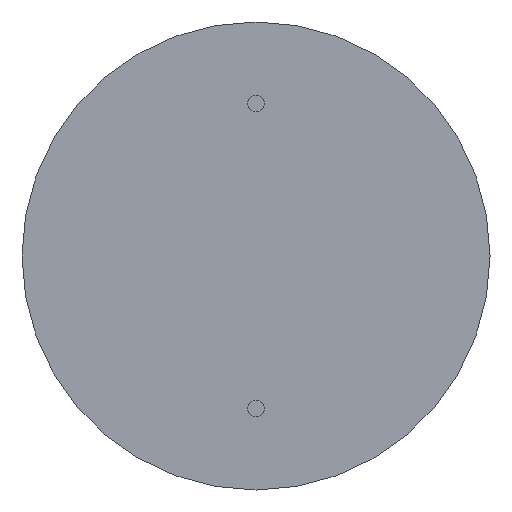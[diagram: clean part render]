
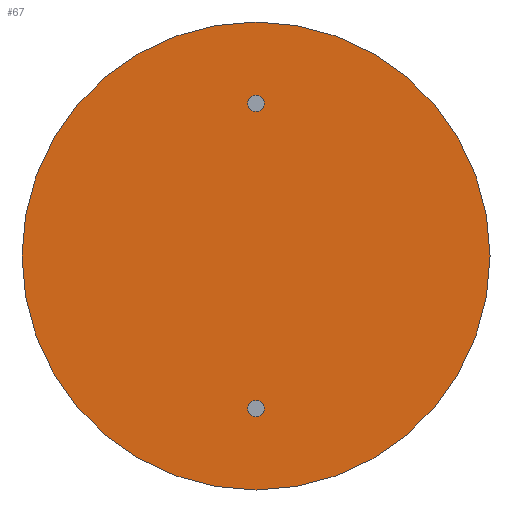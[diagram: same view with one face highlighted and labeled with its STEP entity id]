
A CAD part, front view. The second image highlights one B-rep face of the part: STEP entity #67.
In plain terms, the highlighted planar face has unit normal (0, -1, 0).
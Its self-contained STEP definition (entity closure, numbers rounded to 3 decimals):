
#35 = EDGE_CURVE ( 'NONE', #212, #36, #683, .T. ) ;
#36 = VERTEX_POINT ( 'NONE', #678 ) ;
#67 = ADVANCED_FACE ( 'NONE', ( #570, #569, #568 ), #777, .F. ) ;
#68 = EDGE_LOOP ( 'NONE', ( #69, #71 ) ) ;
#69 = ORIENTED_EDGE ( 'NONE', *, *, #70, .F. ) ;
#70 = EDGE_CURVE ( 'NONE', #36, #212, #786, .T. ) ;
#71 = ORIENTED_EDGE ( 'NONE', *, *, #35, .F. ) ;
#72 = EDGE_LOOP ( 'NONE', ( #73, #94 ) ) ;
#73 = ORIENTED_EDGE ( 'NONE', *, *, #93, .F. ) ;
#93 = EDGE_CURVE ( 'NONE', #250, #247, #930, .T. ) ;
#94 = ORIENTED_EDGE ( 'NONE', *, *, #249, .F. ) ;
#95 = EDGE_LOOP ( 'NONE', ( #96, #98 ) ) ;
#96 = ORIENTED_EDGE ( 'NONE', *, *, #97, .F. ) ;
#97 = EDGE_CURVE ( 'NONE', #205, #202, #925, .T. ) ;
#98 = ORIENTED_EDGE ( 'NONE', *, *, #204, .F. ) ;
#202 = VERTEX_POINT ( 'NONE', #1139 ) ;
#204 = EDGE_CURVE ( 'NONE', #202, #205, #1138, .T. ) ;
#205 = VERTEX_POINT ( 'NONE', #1133 ) ;
#212 = VERTEX_POINT ( 'NONE', #1121 ) ;
#247 = VERTEX_POINT ( 'NONE', #1063 ) ;
#249 = EDGE_CURVE ( 'NONE', #247, #250, #1062, .T. ) ;
#250 = VERTEX_POINT ( 'NONE', #1057 ) ;
#568 = FACE_BOUND ( 'NONE', #95, .T. ) ;
#569 = FACE_OUTER_BOUND ( 'NONE', #72, .T. ) ;
#570 = FACE_BOUND ( 'NONE', #68, .T. ) ;
#678 = CARTESIAN_POINT ( 'NONE',  ( 0., 0., -7.1 ) ) ;
#679 = DIRECTION ( 'NONE',  ( 0., 0., 1. ) ) ;
#680 = DIRECTION ( 'NONE',  ( 0., -1., 0. ) ) ;
#681 = CARTESIAN_POINT ( 'NONE',  ( 0., 0., -7.5 ) ) ;
#682 = AXIS2_PLACEMENT_3D ( 'NONE', #681, #680, #679 ) ;
#683 = CIRCLE ( 'NONE', #682, 0.4 ) ;
#777 = PLANE ( 'NONE',  #778 ) ;
#778 = AXIS2_PLACEMENT_3D ( 'NONE', #782, #781, #780 ) ;
#779 = CARTESIAN_POINT ( 'NONE',  ( 0., 0., -7.5 ) ) ;
#780 = DIRECTION ( 'NONE',  ( 0., 0., 1. ) ) ;
#781 = DIRECTION ( 'NONE',  ( 0., 1., 0. ) ) ;
#782 = CARTESIAN_POINT ( 'NONE',  ( 0., 0., 0. ) ) ;
#783 = DIRECTION ( 'NONE',  ( 0., 0., 1. ) ) ;
#784 = DIRECTION ( 'NONE',  ( 0., -1., 0. ) ) ;
#785 = AXIS2_PLACEMENT_3D ( 'NONE', #779, #784, #783 ) ;
#786 = CIRCLE ( 'NONE', #785, 0.4 ) ;
#921 = DIRECTION ( 'NONE',  ( 0., 0., 1. ) ) ;
#922 = DIRECTION ( 'NONE',  ( 0., -1., 0. ) ) ;
#923 = CARTESIAN_POINT ( 'NONE',  ( 0., 0., 7.5 ) ) ;
#924 = AXIS2_PLACEMENT_3D ( 'NONE', #923, #922, #921 ) ;
#925 = CIRCLE ( 'NONE', #924, 0.4 ) ;
#926 = DIRECTION ( 'NONE',  ( 0., 0., 1. ) ) ;
#927 = DIRECTION ( 'NONE',  ( 0., 1., 0. ) ) ;
#928 = CARTESIAN_POINT ( 'NONE',  ( 0., 0., 0. ) ) ;
#929 = AXIS2_PLACEMENT_3D ( 'NONE', #928, #927, #926 ) ;
#930 = CIRCLE ( 'NONE', #929, 11.5 ) ;
#1057 = CARTESIAN_POINT ( 'NONE',  ( 0., 0., -11.5 ) ) ;
#1058 = DIRECTION ( 'NONE',  ( 0., 0., 1. ) ) ;
#1059 = DIRECTION ( 'NONE',  ( 0., 1., 0. ) ) ;
#1060 = CARTESIAN_POINT ( 'NONE',  ( 0., 0., 0. ) ) ;
#1061 = AXIS2_PLACEMENT_3D ( 'NONE', #1060, #1059, #1058 ) ;
#1062 = CIRCLE ( 'NONE', #1061, 11.5 ) ;
#1063 = CARTESIAN_POINT ( 'NONE',  ( 0., 0., 11.5 ) ) ;
#1121 = CARTESIAN_POINT ( 'NONE',  ( 0., 0., -7.9 ) ) ;
#1133 = CARTESIAN_POINT ( 'NONE',  ( 0., 0., 7.9 ) ) ;
#1134 = DIRECTION ( 'NONE',  ( 0., 0., 1. ) ) ;
#1135 = DIRECTION ( 'NONE',  ( 0., -1., 0. ) ) ;
#1136 = CARTESIAN_POINT ( 'NONE',  ( 0., 0., 7.5 ) ) ;
#1137 = AXIS2_PLACEMENT_3D ( 'NONE', #1136, #1135, #1134 ) ;
#1138 = CIRCLE ( 'NONE', #1137, 0.4 ) ;
#1139 = CARTESIAN_POINT ( 'NONE',  ( 0., 0., 7.1 ) ) ;
